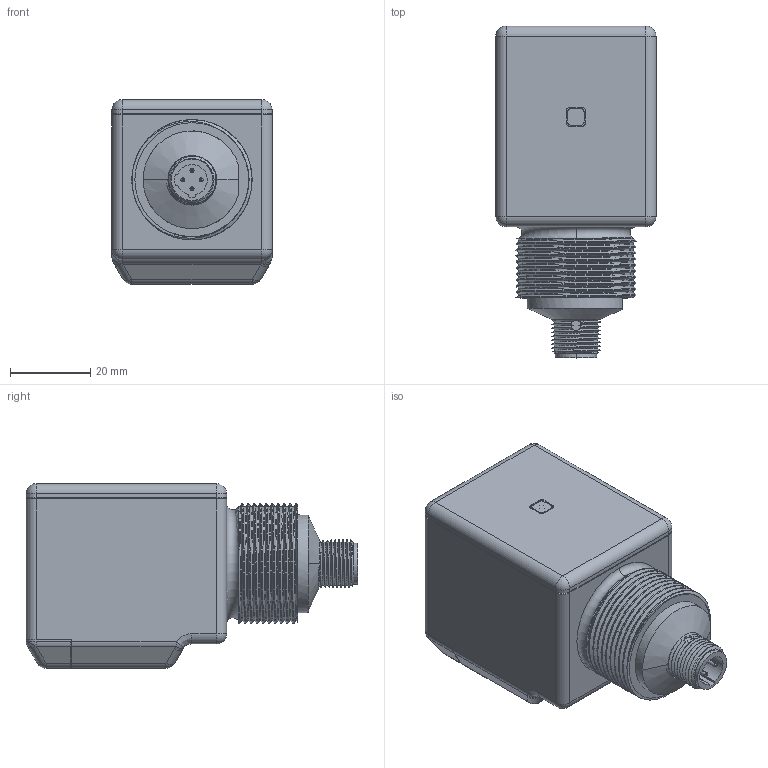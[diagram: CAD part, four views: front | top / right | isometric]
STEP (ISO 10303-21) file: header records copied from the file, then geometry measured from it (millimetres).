
FILE_DESCRIPTION((''),'2;1');
FILE_NAME('156730_ASM','2015-11-06T',('pdmadmin'),(''),'PRO/ENGINEER BY PARAMETRIC TECHNOLOGY CORPORATION, 2013230','PRO/ENGINEER BY PARAMETRIC TECHNOLOGY CORPORATION, 2013230','');
FILE_SCHEMA(('CONFIG_CONTROL_DESIGN'));
Length unit declared in the file: inch
Products named in the file (12): 32190_AF0; 32191; 70026; 32458; 141181; 01804; 37042_ASM; 32761; 32152; 37052_ASM; 69966; 156730_ASM
Assembly tree (12 placements, depth 3):
  156730_ASM
    32190_AF0
    32191  x2
    70026
    37042_ASM
      32458
      141181
      01804
    37052_ASM
      32761
      32152
    69966
Bounding box: 39.98 x 82.79 x 46.08 mm (x, y, z)
Volume: 28347.6 mm3; surface area: 44662.4 mm2
Topology: 10 solids, 11 shells, 594 faces, 1457 edges, 920 vertices
Faces by surface type: cylinder 238, plane 217, cone 58, bspline 43, sphere 24, torus 12, revolution 2
Entity records: 23709 total; most frequent: CARTESIAN_POINT 10332, DIRECTION 2762, ORIENTED_EDGE 2722, EDGE_CURVE 1363, AXIS2_PLACEMENT_3D 1049, VERTEX_POINT 867, VECTOR 662, LINE 662
